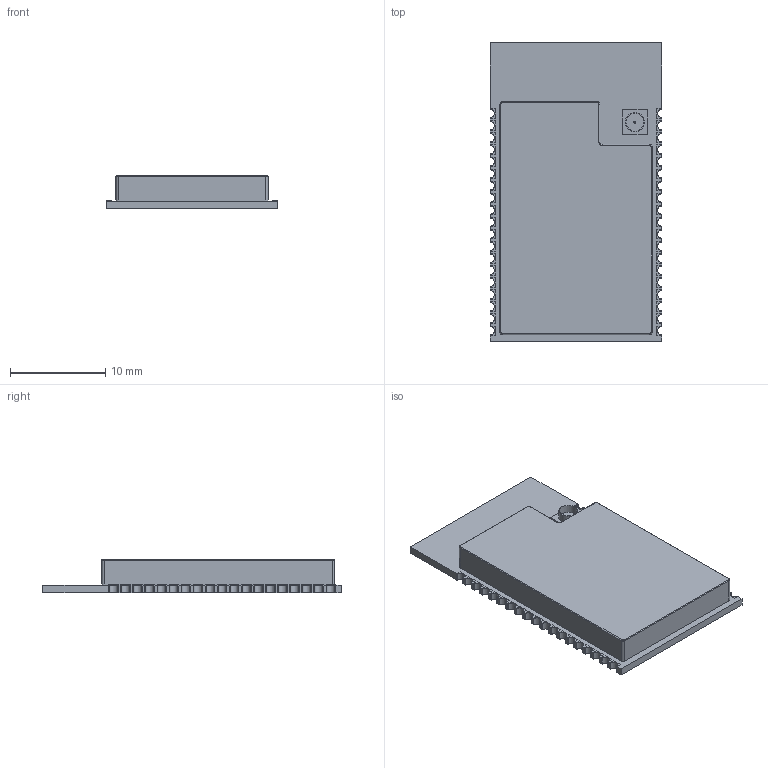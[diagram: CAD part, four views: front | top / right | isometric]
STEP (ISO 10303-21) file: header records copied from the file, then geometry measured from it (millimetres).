
FILE_DESCRIPTION(/* description */ (''),/* implementation_level */ '2;1');
FILE_NAME(/* name */ 'ESP32-Wrover-I v7.step',/* time_stamp */ '2018-07-30T13:41:32-05:00',/* author */ ('christianCGKQ9'),/* organization */ (''),/* preprocessor_version */ 'ST-DEVELOPER v17',/* originating_system */ 'Autodesk Translation Framework v7.1.0.215',/* authorisation */ '');
FILE_SCHEMA (('AUTOMOTIVE_DESIGN { 1 0 10303 214 3 1 1 }'));
Length unit declared in the file: millimetre
Products named in the file (2): ESP32-Wrover-I; Pads
Assembly tree (1 placements, depth 2):
  ESP32-Wrover-I
    Pads
Bounding box: 18 x 31.4 x 3.5 mm (x, y, z)
Volume: 1444.1 mm3; surface area: 2302.6 mm2
Topology: 41 solids, 41 shells, 424 faces, 1005 edges, 666 vertices
Faces by surface type: plane 327, cylinder 91, torus 6
Full cylindrical faces by diameter (mm): 0.2 x1, 1.9 x1, 2 x1
Entity records: 12150 total; most frequent: CARTESIAN_POINT 2098, DIRECTION 2047, ORIENTED_EDGE 2010, EDGE_CURVE 1005, LINE 817, VECTOR 817, VERTEX_POINT 666, AXIS2_PLACEMENT_3D 615
